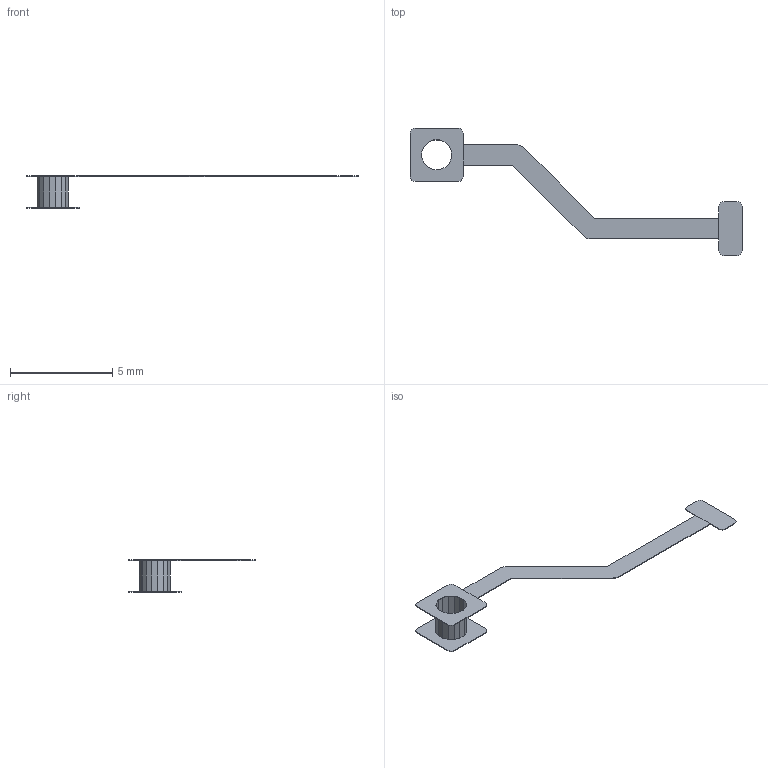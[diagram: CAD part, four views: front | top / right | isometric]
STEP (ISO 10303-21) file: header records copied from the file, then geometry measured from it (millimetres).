
FILE_DESCRIPTION(('KiCad electronic assembly'),'2;1');
FILE_NAME('vdiv.step','2025-08-10T07:07:35',('Pcbnew'),('Kicad'), 'Open CASCADE STEP processor 7.8','KiCad to STEP converter','Unknown' );
FILE_SCHEMA(('AUTOMOTIVE_DESIGN { 1 0 10303 214 1 1 1 1 }'));
Length unit declared in the file: millimetre
Products named in the file (2): vdiv 1; vdiv_copper
Assembly tree (1 placements, depth 2):
  vdiv 1
    vdiv_copper
Bounding box: 16.2 x 6.22 x 1.58 mm (x, y, z)
Volume: 1.1 mm3; surface area: 70 mm2
Topology: 1 solids, 1 shells, 114 faces, 326 edges, 216 vertices
Faces by surface type: plane 114
Entity records: 3679 total; most frequent: CARTESIAN_POINT 658, ORIENTED_EDGE 652, DIRECTION 558, EDGE_CURVE 326, LINE 326, VECTOR 326, VERTEX_POINT 216, FACE_BOUND 118
